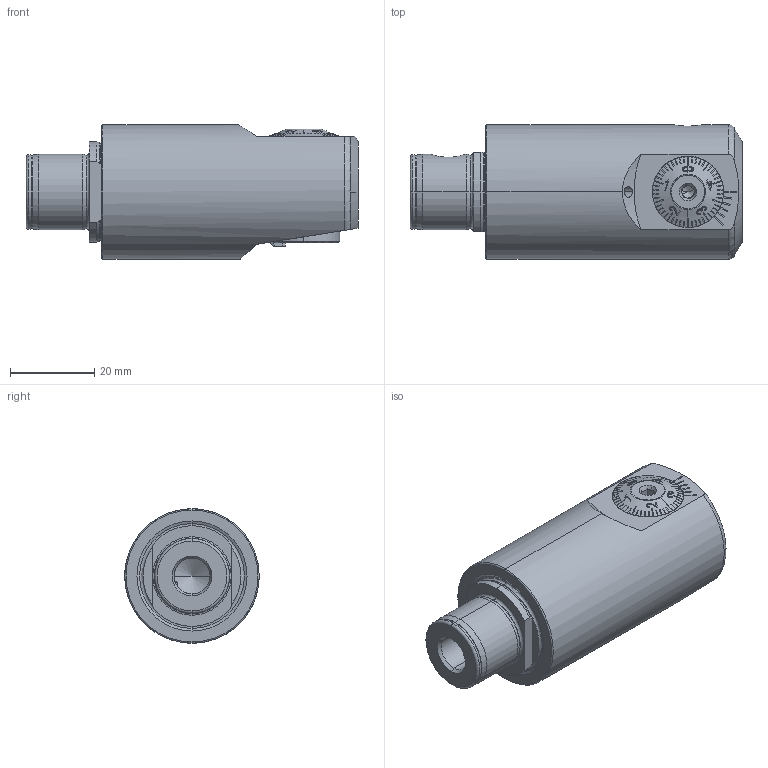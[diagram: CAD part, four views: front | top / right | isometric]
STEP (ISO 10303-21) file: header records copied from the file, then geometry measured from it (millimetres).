
FILE_DESCRIPTION (( 'STEP AP203' ), '1' );
FILE_NAME ('MB3.F32.K21.065.STEP', '2013-09-25T14:16:24', ( 'baer' ), ( 'Hewlett-Packard Company' ), 'SwSTEP 2.0', 'SolidWorks 2012', '' );
FILE_SCHEMA (( 'CONFIG_CONTROL_DESIGN' ));
Length unit declared in the file: millimetre
Products named in the file (11): F32-BG2.009.012_A; MB3.F32.K21.065; F32-BG3.006.026_A; F32-BG1.012.017; F32-BG1.010.006_A; F32-BG2.017.004_A; F32-BG2.017.003_A; DIN 3771 - 15x1; F32-BG2.014.012_A; F32-BG1.002.017_B; MB3-F32.K20.065_C
Assembly tree (10 placements, depth 3):
  MB3.F32.K21.065
    MB3-F32.K20.065_C
    F32-BG1.012.017
      F32-BG1.002.017_B
      F32-BG2.014.012_A
      DIN 3771 - 15x1
      F32-BG2.017.003_A
      F32-BG2.017.004_A
      F32-BG2.009.012_A
      F32-BG1.010.006_A
    F32-BG3.006.026_A
Bounding box: 79 x 32 x 32 mm (x, y, z)
Volume: 46940.9 mm3; surface area: 16812.7 mm2
Topology: 9 solids, 9 shells, 598 faces, 1565 edges, 992 vertices
Faces by surface type: plane 258, cone 156, cylinder 96, torus 53, bspline 35
Entity records: 22211 total; most frequent: CARTESIAN_POINT 7172, ORIENTED_EDGE 3114, DIRECTION 2618, EDGE_CURVE 1557, AXIS2_PLACEMENT_3D 1029, VERTEX_POINT 992, EDGE_LOOP 639, FACE_OUTER_BOUND 598
